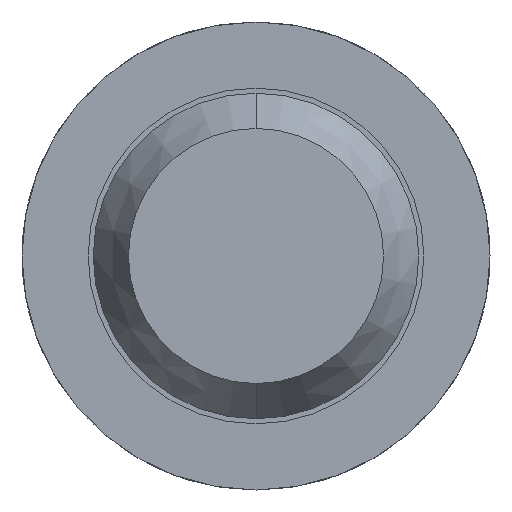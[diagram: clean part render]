
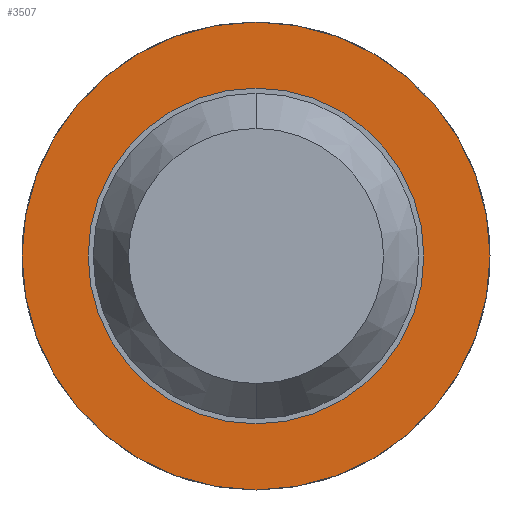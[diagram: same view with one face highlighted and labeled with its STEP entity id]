
A CAD part, front view. The second image highlights one B-rep face of the part: STEP entity #3507.
In plain terms, the highlighted planar face has unit normal (0, -1, 0).
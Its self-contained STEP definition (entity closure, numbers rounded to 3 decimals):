
#160 = CARTESIAN_POINT ( 'NONE',  ( 0., -1.7, -0.825 ) ) ;
#231 = VERTEX_POINT ( 'NONE', #2130 ) ;
#271 = CARTESIAN_POINT ( 'NONE',  ( 0.825, -1.7, 0. ) ) ;
#459 = EDGE_CURVE ( 'Defeature ausgef�hrt2_10+Defeature ausgef�hrt2_14+Defeature ausgef�hrt2_14+Defeature ausgef�hrt2_14', #1197, #4046, #2818, .T. ) ;
#507 = CARTESIAN_POINT ( 'NONE',  ( 0., -1.7, 0. ) ) ;
#511 = CARTESIAN_POINT ( 'NONE',  ( 0., -1.7, 1.15 ) ) ;
#730 = AXIS2_PLACEMENT_3D ( 'NONE', #507, #1086, #2737 ) ;
#767 = CARTESIAN_POINT ( 'NONE',  ( 0., -1.7, 0. ) ) ;
#770 = CIRCLE ( 'NONE', #3639, 0.825 ) ;
#1001 = VERTEX_POINT ( 'NONE', #160 ) ;
#1086 = DIRECTION ( 'NONE',  ( 0., 1., 0. ) ) ;
#1102 = EDGE_CURVE ( 'Defeature ausgef�hrt2_14+Defeature ausgef�hrt2_13+Defeature ausgef�hrt2_13+Defeature ausgef�hrt2_13', #1001, #231, #770, .T. ) ;
#1186 = DIRECTION ( 'NONE',  ( 0., 1., 0. ) ) ;
#1197 = VERTEX_POINT ( 'NONE', #2434 ) ;
#1456 = EDGE_LOOP ( 'NONE', ( #2704, #3488 ) ) ;
#1621 = CARTESIAN_POINT ( 'NONE',  ( 0., -1.7, 0. ) ) ;
#1721 = CARTESIAN_POINT ( 'NONE',  ( 0., -1.7, 0. ) ) ;
#1746 = EDGE_CURVE ( 'Defeature ausgef�hrt2_14+Defeature ausgef�hrt2_13+Defeature ausgef�hrt2_13+Defeature ausgef�hrt2_13', #231, #1001, #2535, .T. ) ;
#1873 = PLANE ( 'NONE',  #2463 ) ;
#1985 = DIRECTION ( 'NONE',  ( 0., 0., 1. ) ) ;
#2044 = DIRECTION ( 'NONE',  ( 0., 1., 0. ) ) ;
#2130 = CARTESIAN_POINT ( 'NONE',  ( 0., -1.7, 0.825 ) ) ;
#2164 = FACE_BOUND ( 'NONE', #2509, .T. ) ;
#2371 = ORIENTED_EDGE ( 'NONE', *, *, #1746, .T. ) ;
#2434 = CARTESIAN_POINT ( 'NONE',  ( 0., -1.7, -1.15 ) ) ;
#2463 = AXIS2_PLACEMENT_3D ( 'NONE', #271, #1186, #4106 ) ;
#2509 = EDGE_LOOP ( 'NONE', ( #2371, #3346 ) ) ;
#2535 = CIRCLE ( 'NONE', #730, 0.825 ) ;
#2704 = ORIENTED_EDGE ( 'NONE', *, *, #3741, .F. ) ;
#2737 = DIRECTION ( 'NONE',  ( 0., 0., 1. ) ) ;
#2818 = CIRCLE ( 'NONE', #3886, 1.15 ) ;
#2876 = DIRECTION ( 'NONE',  ( 0., 1., 0. ) ) ;
#2894 = DIRECTION ( 'NONE',  ( 0., 0., 1. ) ) ;
#3259 = AXIS2_PLACEMENT_3D ( 'NONE', #1621, #2876, #2894 ) ;
#3312 = DIRECTION ( 'NONE',  ( 0., 0., 1. ) ) ;
#3346 = ORIENTED_EDGE ( 'NONE', *, *, #1102, .T. ) ;
#3432 = FACE_OUTER_BOUND ( 'NONE', #1456, .T. ) ;
#3488 = ORIENTED_EDGE ( 'NONE', *, *, #459, .F. ) ;
#3507 = ADVANCED_FACE ( 'Defeature ausgef�hrt2_14', ( #3432, #2164 ), #1873, .F. ) ;
#3639 = AXIS2_PLACEMENT_3D ( 'NONE', #1721, #3980, #1985 ) ;
#3741 = EDGE_CURVE ( 'Defeature ausgef�hrt2_10+Defeature ausgef�hrt2_14+Defeature ausgef�hrt2_14+Defeature ausgef�hrt2_14', #4046, #1197, #4068, .T. ) ;
#3886 = AXIS2_PLACEMENT_3D ( 'NONE', #767, #2044, #3312 ) ;
#3980 = DIRECTION ( 'NONE',  ( 0., 1., 0. ) ) ;
#4046 = VERTEX_POINT ( 'NONE', #511 ) ;
#4068 = CIRCLE ( 'NONE', #3259, 1.15 ) ;
#4106 = DIRECTION ( 'NONE',  ( 0., 0., 1. ) ) ;
